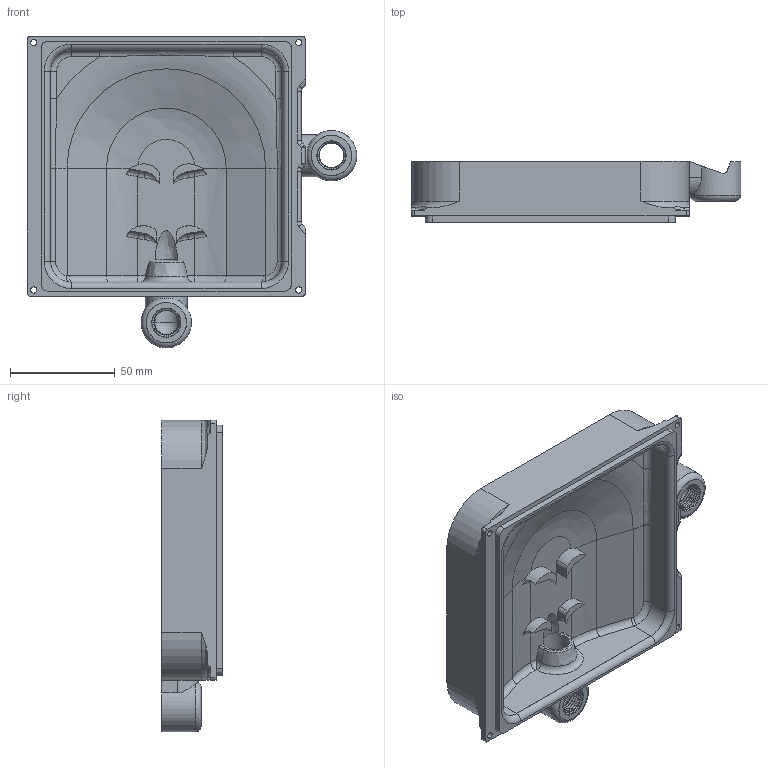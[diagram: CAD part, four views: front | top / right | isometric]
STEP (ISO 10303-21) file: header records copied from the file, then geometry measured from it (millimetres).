
FILE_DESCRIPTION(('STEP AP214'),'1');
FILE_NAME('Bottom-Cover-In.stp','2022-07-28T23:22:49',(' '),(' '),'Spatial InterOp 3D',' ',' ');
FILE_SCHEMA(('AUTOMOTIVE_DESIGN { 1 0 10303 214 1 1 1 1 }'));
Length unit declared in the file: millimetre
Products named in the file (1): Bottom-Cover-In
Bounding box: 156.88 x 29 x 148.52 mm (x, y, z)
Volume: 224406 mm3; surface area: 59365.7 mm2
Topology: 1 solids, 1 shells, 452 faces, 1245 edges, 797 vertices
Faces by surface type: plane 276, cylinder 91, bspline 46, torus 21, cone 15, sphere 3
Full cylindrical faces by diameter (mm): 3 x4, 12.141 x1, 12.826 x1, 19.287 x2
Entity records: 31486 total; most frequent: CARTESIAN_POINT 16843, ORIENTED_EDGE 2426, DIRECTION 2078, EDGE_CURVE 1213, LINE 820, VECTOR 820, VERTEX_POINT 786, AXIS2_PLACEMENT_3D 629
